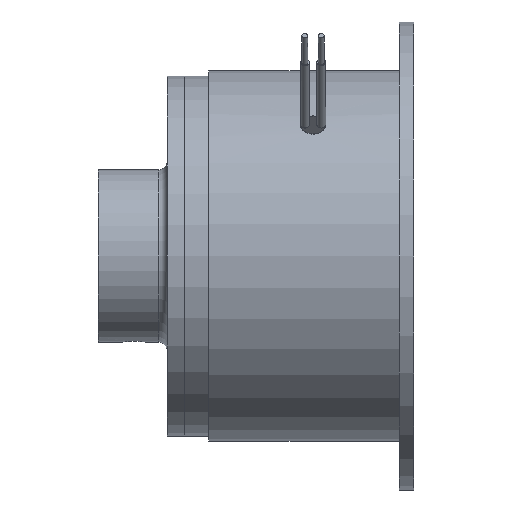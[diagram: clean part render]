
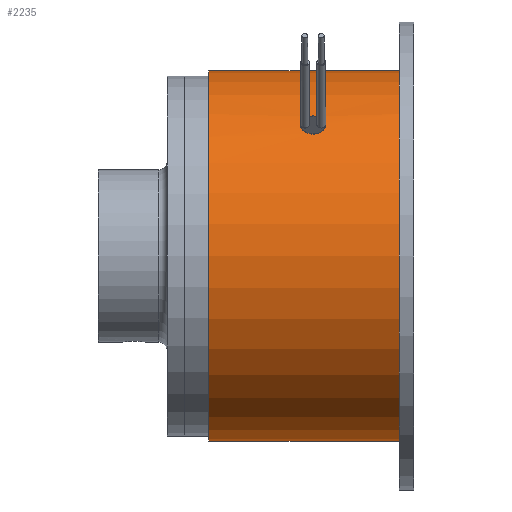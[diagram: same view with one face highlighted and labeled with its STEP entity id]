
A CAD part, front view. The second image highlights one B-rep face of the part: STEP entity #2235.
In plain terms, the highlighted cylindrical face has radius 25.75 mm (diameter 51.5 mm), a partial arc.
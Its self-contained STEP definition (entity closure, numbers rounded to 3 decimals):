
#1609=CARTESIAN_POINT('POINT101',(28.1,-18.208,
   18.208));
#1610=VERTEX_POINT('VERTEX101',#1609);
#1649=CARTESIAN_POINT('POINT103',(31.6,-18.208,
   18.208));
#1650=VERTEX_POINT('VERTEX103',#1649);
#2075=B_SPLINE_CURVE_WITH_KNOTS('SPLINE_CRV6',3,(#2076,#2077,#2078,#2079
   ,#2080,#2081,#2082,#2083,#2084,#2085,#2086,#2087,#2088,#2089,#2090,
   #2091,#2092,#2093,#2094),.UNSPECIFIED.,.F.,.F.,(4,2,2,2,3,2,2,2,4),(
   0.312,0.337,0.363,
   0.389,0.415,0.441,
   0.467,0.493,0.519),
   .UNSPECIFIED.);
#2076=CARTESIAN_POINT('',(31.6,-18.208,
   18.208));
#2077=CARTESIAN_POINT('',(31.6,-18.363,
   18.053));
#2078=CARTESIAN_POINT('',(31.556,-18.527,
   17.885));
#2079=CARTESIAN_POINT('',(31.377,-18.824,
   17.572));
#2080=CARTESIAN_POINT('',(31.243,-18.957,
   17.427));
#2081=CARTESIAN_POINT('',(30.932,-19.167,
   17.197));
#2082=CARTESIAN_POINT('',(30.735,-19.256,
   17.096));
#2083=CARTESIAN_POINT('',(30.304,-19.374,
   16.962));
#2084=CARTESIAN_POINT('',(30.07,-19.403,
   16.928));
#2085=CARTESIAN_POINT('',(29.85,-19.403,
   16.928));
#2086=CARTESIAN_POINT('',(29.63,-19.403,
   16.928));
#2087=CARTESIAN_POINT('',(29.396,-19.374,
   16.962));
#2088=CARTESIAN_POINT('',(28.965,-19.256,
   17.096));
#2089=CARTESIAN_POINT('',(28.768,-19.167,
   17.197));
#2090=CARTESIAN_POINT('',(28.457,-18.957,
   17.427));
#2091=CARTESIAN_POINT('',(28.323,-18.824,
   17.572));
#2092=CARTESIAN_POINT('',(28.144,-18.527,
   17.885));
#2093=CARTESIAN_POINT('',(28.1,-18.363,
   18.053));
#2094=CARTESIAN_POINT('',(28.1,-18.208,
   18.208));
#2095=EDGE_CURVE('EDGE199',#1650,#1610,#2075,.T.);
#2106=B_SPLINE_CURVE_WITH_KNOTS('SPLINE_CRV7',3,(#2107,#2108,#2109,#2110
   ,#2111,#2112,#2113,#2114,#2115,#2116,#2117,#2118,#2119,#2120,#2121,
   #2122,#2123,#2124),.UNSPECIFIED.,.F.,.F.,(4,2,2,2,2,2,2,2,4),(
   0.104,0.13,0.156,
   0.182,0.208,0.234,
   0.26,0.286,0.312),
   .UNSPECIFIED.);
#2107=CARTESIAN_POINT('',(28.1,-18.208,
   18.208));
#2108=CARTESIAN_POINT('',(28.1,-18.053,
   18.363));
#2109=CARTESIAN_POINT('',(28.144,-17.885,
   18.527));
#2110=CARTESIAN_POINT('',(28.323,-17.572,
   18.824));
#2111=CARTESIAN_POINT('',(28.457,-17.427,
   18.957));
#2112=CARTESIAN_POINT('',(28.768,-17.197,
   19.167));
#2113=CARTESIAN_POINT('',(28.965,-17.096,
   19.256));
#2114=CARTESIAN_POINT('',(29.396,-16.962,
   19.374));
#2115=CARTESIAN_POINT('',(29.63,-16.928,
   19.403));
#2116=CARTESIAN_POINT('',(30.07,-16.928,
   19.403));
#2117=CARTESIAN_POINT('',(30.304,-16.962,
   19.374));
#2118=CARTESIAN_POINT('',(30.735,-17.096,
   19.256));
#2119=CARTESIAN_POINT('',(30.932,-17.197,
   19.167));
#2120=CARTESIAN_POINT('',(31.243,-17.427,
   18.957));
#2121=CARTESIAN_POINT('',(31.377,-17.572,
   18.824));
#2122=CARTESIAN_POINT('',(31.556,-17.885,
   18.527));
#2123=CARTESIAN_POINT('',(31.6,-18.053,
   18.363));
#2124=CARTESIAN_POINT('',(31.6,-18.208,
   18.208));
#2125=EDGE_CURVE('EDGE200',#1610,#1650,#2106,.T.);
#2151=CARTESIAN_POINT('POINT128',(41.85,0.,
   25.75));
#2152=VERTEX_POINT('VERTEX128',#2151);
#2153=CARTESIAN_POINT('POINT129',(41.85,0.,
   -25.75));
#2154=VERTEX_POINT('VERTEX129',#2153);
#2155=CARTESIAN_POINT('POS185',(41.85,0.,0.));
#2156=DIRECTION('DIR296',(-1.,0.,0.));
#2157=DIRECTION('DIR297',(0.,0.,-1.));
#2158=AXIS2_PLACEMENT_3D('AXIS112',#2155,#2156,#2157);
#2159=CIRCLE('ELLIPSE63',#2158,25.75);
#2162=EDGE_CURVE('EDGE202',#2154,#2152,#2159,.T.);
#2192=CARTESIAN_POINT('POINT132',(15.35,0.,-25.75));
#2193=VERTEX_POINT('VERTEX132',#2192);
#2194=CARTESIAN_POINT('POS188',(29.6,0.,
   -25.75));
#2195=DIRECTION('DIR302',(1.,0.,0.));
#2196=VECTOR('VEC74',#2195,1.);
#2197=LINE('STRAIGHT74',#2194,#2196);
#2198=EDGE_CURVE('EDGE205',#2193,#2154,#2197,.T.);
#2200=CARTESIAN_POINT('POINT133',(15.35,0.,
   25.75));
#2201=VERTEX_POINT('VERTEX133',#2200);
#2202=CARTESIAN_POINT('POS189',(15.35,0.,0.));
#2203=DIRECTION('DIR303',(-1.,0.,0.));
#2204=DIRECTION('DIR304',(0.,0.,-1.));
#2205=AXIS2_PLACEMENT_3D('AXIS115',#2202,#2203,#2204);
#2206=CIRCLE('ELLIPSE65',#2205,25.75);
#2209=CARTESIAN_POINT('POS190',(29.6,0.,
   25.75));
#2210=DIRECTION('DIR305',(-1.,0.,0.));
#2211=VECTOR('VEC75',#2210,1.);
#2212=LINE('STRAIGHT75',#2209,#2211);
#2213=EDGE_CURVE('EDGE207',#2152,#2201,#2212,.T.);
#2218=CARTESIAN_POINT('POS191',(29.6,0.,0.));
#2219=DIRECTION('DIR306',(1.,0.,0.));
#2220=DIRECTION('DIR307',(0.,0.,-1.));
#2221=AXIS2_PLACEMENT_3D('AXIS116',#2218,#2219,#2220);
#2222=CYLINDRICAL_SURFACE('CONE_SURF33',#2221,25.75);
#2224=ORIENTED_EDGE('COEDGE407',*,*,#2198,.T.);
#2225=ORIENTED_EDGE('COEDGE408',*,*,#2162,.T.);
#2226=ORIENTED_EDGE('COEDGE409',*,*,#2213,.T.);
#2227=EDGE_CURVE('EDGE208',#2193,#2201,#2206,.T.);
#2228=ORIENTED_EDGE('COEDGE410',*,*,#2227,.F.);
#2229=EDGE_LOOP('NONE',(#2224,#2225,#2226,#2228));
#2230=FACE_BOUND('LOOP1',#2229,.T.);
#2231=ORIENTED_EDGE('COEDGE411',*,*,#2125,.T.);
#2232=ORIENTED_EDGE('COEDGE412',*,*,#2095,.T.);
#2233=EDGE_LOOP('NONE',(#2231,#2232));
#2234=FACE_BOUND('LOOP1',#2233,.T.);
#2235=ADVANCED_FACE('FACE96',(#2230,#2234),#2222,.T.);
